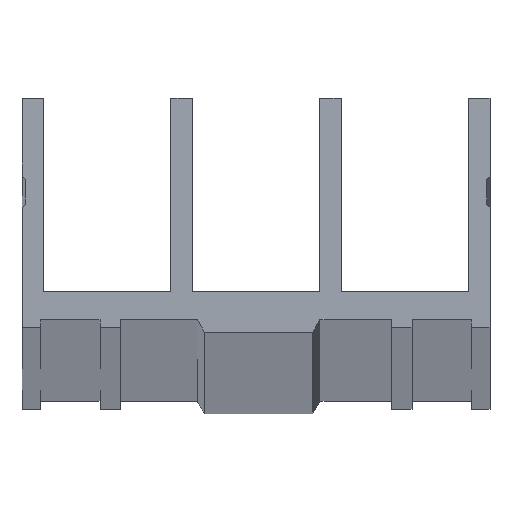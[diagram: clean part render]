
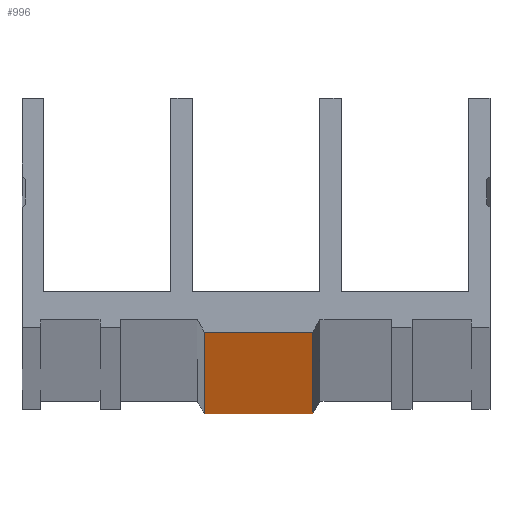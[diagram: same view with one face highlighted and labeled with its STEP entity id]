
A CAD part, top view. The second image highlights one B-rep face of the part: STEP entity #996.
In plain terms, the highlighted planar face has unit normal (0, -1, 0).
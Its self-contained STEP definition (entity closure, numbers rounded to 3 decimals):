
#30 = AXIS2_PLACEMENT_3D ( 'NONE', #154, #194, #405 ) ;
#64 = EDGE_CURVE ( 'NONE', #811, #831, #1074, .T. ) ;
#120 = PLANE ( 'NONE',  #30 ) ;
#139 = CARTESIAN_POINT ( 'NONE',  ( -3.3, -7.5, 0. ) ) ;
#154 = CARTESIAN_POINT ( 'NONE',  ( -15., -7.5, -3000. ) ) ;
#176 = CARTESIAN_POINT ( 'NONE',  ( 3.638, -7.5, -3000. ) ) ;
#194 = DIRECTION ( 'NONE',  ( 0., -1., 0. ) ) ;
#196 = CARTESIAN_POINT ( 'NONE',  ( 3.638, -7.5, 0. ) ) ;
#198 = CARTESIAN_POINT ( 'NONE',  ( -3.3, -7.5, -3000. ) ) ;
#301 = DIRECTION ( 'NONE',  ( 0., 0., 1. ) ) ;
#313 = CARTESIAN_POINT ( 'NONE',  ( -3.3, -7.5, -3000. ) ) ;
#405 = DIRECTION ( 'NONE',  ( 0., 0., -1. ) ) ;
#526 = CARTESIAN_POINT ( 'NONE',  ( 3.638, -7.5, -3000. ) ) ;
#542 = CARTESIAN_POINT ( 'NONE',  ( -15., -7.5, 0. ) ) ;
#587 = DIRECTION ( 'NONE',  ( 0., 0., 1. ) ) ;
#613 = DIRECTION ( 'NONE',  ( 1., 0., 0. ) ) ;
#614 = DIRECTION ( 'NONE',  ( 1., 0., 0. ) ) ;
#615 = CARTESIAN_POINT ( 'NONE',  ( -15., -7.5, -3000. ) ) ;
#706 = EDGE_CURVE ( 'NONE', #831, #788, #1198, .T. ) ;
#712 = EDGE_CURVE ( 'NONE', #811, #781, #1210, .T. ) ;
#717 = EDGE_CURVE ( 'NONE', #781, #788, #1220, .T. ) ;
#781 = VERTEX_POINT ( 'NONE', #176 ) ;
#788 = VERTEX_POINT ( 'NONE', #196 ) ;
#811 = VERTEX_POINT ( 'NONE', #198 ) ;
#831 = VERTEX_POINT ( 'NONE', #139 ) ;
#873 = EDGE_LOOP ( 'NONE', ( #928, #927, #926, #925 ) ) ;
#925 = ORIENTED_EDGE ( 'NONE', *, *, #64, .F. ) ;
#926 = ORIENTED_EDGE ( 'NONE', *, *, #706, .F. ) ;
#927 = ORIENTED_EDGE ( 'NONE', *, *, #717, .T. ) ;
#928 = ORIENTED_EDGE ( 'NONE', *, *, #712, .T. ) ;
#996 = ADVANCED_FACE ( 'NONE', ( #1276 ), #120, .T. ) ;
#1074 = LINE ( 'NONE', #313, #1075 ) ;
#1075 = VECTOR ( 'NONE', #301, 1000. ) ;
#1198 = LINE ( 'NONE', #542, #1199 ) ;
#1199 = VECTOR ( 'NONE', #614, 1000. ) ;
#1210 = LINE ( 'NONE', #615, #1211 ) ;
#1211 = VECTOR ( 'NONE', #613, 1000. ) ;
#1220 = LINE ( 'NONE', #526, #1221 ) ;
#1221 = VECTOR ( 'NONE', #587, 1000. ) ;
#1276 = FACE_OUTER_BOUND ( 'NONE', #873, .T. ) ;
